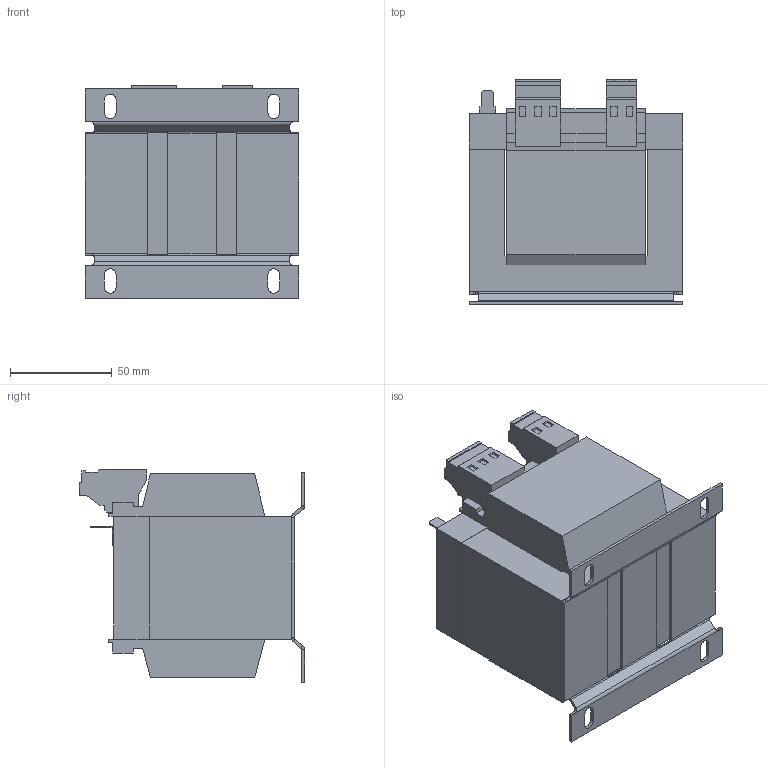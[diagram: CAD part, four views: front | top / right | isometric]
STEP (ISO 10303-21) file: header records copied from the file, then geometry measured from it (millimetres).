
FILE_DESCRIPTION (( 'STEP AP214' ), '1' );
FILE_NAME ('301832.STEP', '2020-09-18T09:15:59', ( '' ), ( '' ), 'SwSTEP 2.0', 'SolidWorks 2018', '' );
FILE_SCHEMA (( 'AUTOMOTIVE_DESIGN' ));
Length unit declared in the file: millimetre
Products named in the file (1): 301832
Bounding box: 105 x 110.9 x 104.6 mm (x, y, z)
Volume: 746056.7 mm3; surface area: 92921.6 mm2
Topology: 1 solids, 1 shells, 259 faces, 704 edges, 448 vertices
Faces by surface type: plane 213, cylinder 38, bspline 8
Entity records: 8772 total; most frequent: CARTESIAN_POINT 2168, ORIENTED_EDGE 1408, DIRECTION 1284, EDGE_CURVE 704, VECTOR 596, LINE 596, VERTEX_POINT 448, AXIS2_PLACEMENT_3D 344
